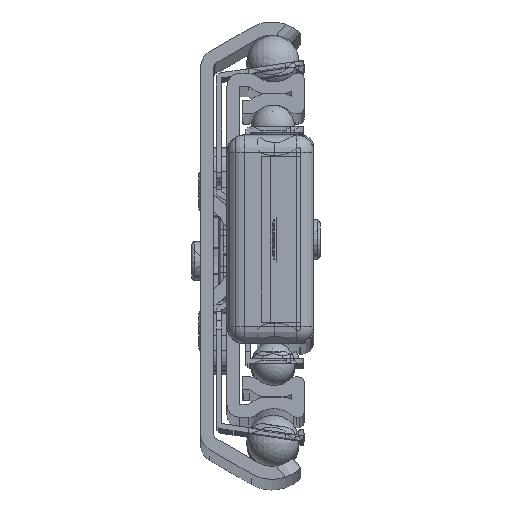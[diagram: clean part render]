
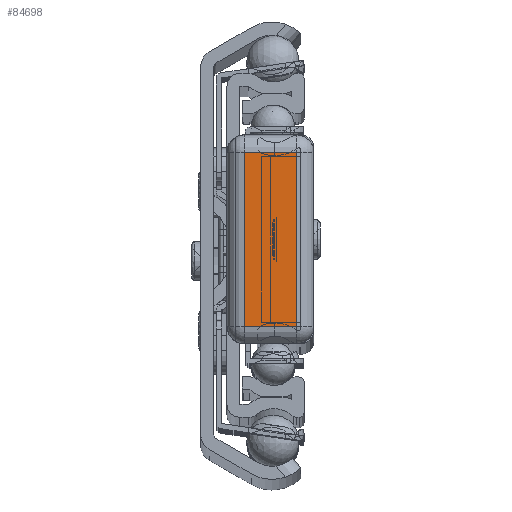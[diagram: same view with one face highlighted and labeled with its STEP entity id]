
A CAD part, top view. The second image highlights one B-rep face of the part: STEP entity #84698.
In plain terms, the highlighted planar face has unit normal (0, 0, 1).
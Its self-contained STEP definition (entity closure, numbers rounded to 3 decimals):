
#4994=PLANE('',#89701);
#8272=FACE_OUTER_BOUND('',#12630,.T.);
#12630=EDGE_LOOP('',(#56301,#56302,#56303,#56304));
#17254=LINE('',#120787,#23296);
#17256=LINE('',#120795,#23298);
#17258=LINE('',#120805,#23300);
#17260=LINE('',#120814,#23302);
#23296=VECTOR('',#98509,10.);
#23298=VECTOR('',#98517,10.);
#23300=VECTOR('',#98529,10.);
#23302=VECTOR('',#98541,10.);
#32730=VERTEX_POINT('',#120784);
#32731=VERTEX_POINT('',#120786);
#32734=VERTEX_POINT('',#120794);
#32737=VERTEX_POINT('',#120804);
#41866=EDGE_CURVE('',#32730,#32731,#17254,.T.);
#41870=EDGE_CURVE('',#32731,#32734,#17256,.T.);
#41875=EDGE_CURVE('',#32734,#32737,#17258,.T.);
#41880=EDGE_CURVE('',#32737,#32730,#17260,.T.);
#56301=ORIENTED_EDGE('',*,*,#41866,.F.);
#56302=ORIENTED_EDGE('',*,*,#41880,.F.);
#56303=ORIENTED_EDGE('',*,*,#41875,.F.);
#56304=ORIENTED_EDGE('',*,*,#41870,.F.);
#84698=ADVANCED_FACE('',(#8272),#4994,.T.);
#89701=AXIS2_PLACEMENT_3D('',#120828,#98563,#98564);
#98509=DIRECTION('',(0.,1.,0.));
#98517=DIRECTION('',(1.,0.,0.));
#98529=DIRECTION('',(0.,-1.,0.));
#98541=DIRECTION('',(-1.,0.,0.));
#98563=DIRECTION('center_axis',(0.,0.,
1.));
#98564=DIRECTION('ref_axis',(-1.,0.,0.));
#120784=CARTESIAN_POINT('',(-3.2,-10.,1100.));
#120786=CARTESIAN_POINT('',(-3.2,10.,1100.));
#120787=CARTESIAN_POINT('',(-3.2,-5.,1100.));
#120794=CARTESIAN_POINT('',(2.8,10.,1100.));
#120795=CARTESIAN_POINT('',(-1.7,10.,1100.));
#120804=CARTESIAN_POINT('',(2.8,-10.,1100.));
#120805=CARTESIAN_POINT('',(2.8,5.,1100.));
#120814=CARTESIAN_POINT('',(1.3,-10.,1100.));
#120828=CARTESIAN_POINT('Origin',(-0.2,0.,
1100.));
